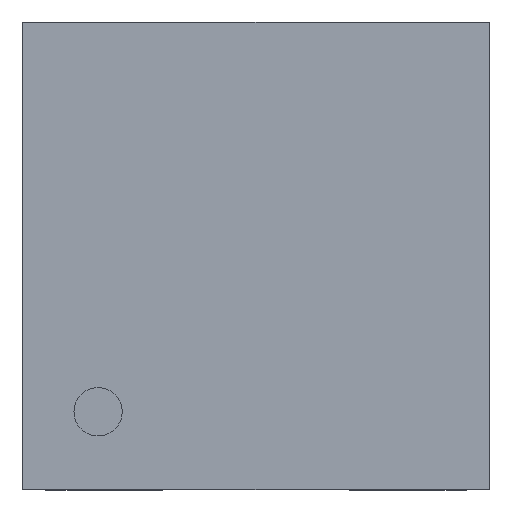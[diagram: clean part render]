
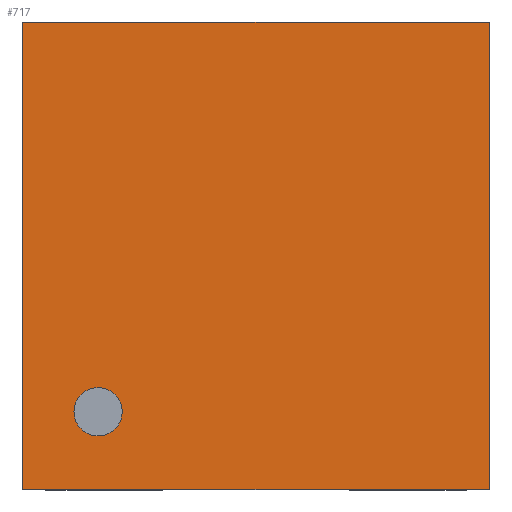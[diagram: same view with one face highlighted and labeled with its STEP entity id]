
A CAD part, top view. The second image highlights one B-rep face of the part: STEP entity #717.
In plain terms, the highlighted planar face has unit normal (0, 0, 1).
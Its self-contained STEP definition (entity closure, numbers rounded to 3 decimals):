
#25=CIRCLE('',#837,0.052);
#201=ORIENTED_EDGE('',*,*,#303,.F.);
#202=ORIENTED_EDGE('',*,*,#293,.F.);
#203=ORIENTED_EDGE('',*,*,#297,.T.);
#204=ORIENTED_EDGE('',*,*,#300,.T.);
#205=ORIENTED_EDGE('',*,*,#302,.F.);
#293=EDGE_CURVE('',#359,#360,#445,.T.);
#297=EDGE_CURVE('',#359,#362,#449,.T.);
#300=EDGE_CURVE('',#362,#364,#452,.T.);
#302=EDGE_CURVE('',#360,#364,#454,.T.);
#303=EDGE_CURVE('',#365,#365,#25,.T.);
#359=VERTEX_POINT('',#1215);
#360=VERTEX_POINT('',#1217);
#362=VERTEX_POINT('',#1223);
#364=VERTEX_POINT('',#1229);
#365=VERTEX_POINT('',#1236);
#445=LINE('',#1216,#533);
#449=LINE('',#1224,#537);
#452=LINE('',#1230,#540);
#454=LINE('',#1233,#542);
#533=VECTOR('',#1010,1000.);
#537=VECTOR('',#1016,1000.);
#540=VECTOR('',#1021,1000.);
#542=VECTOR('',#1025,1000.);
#583=EDGE_LOOP('',(#201));
#584=EDGE_LOOP('',(#202,#203,#204,#205));
#629=FACE_BOUND('',#583,.T.);
#630=FACE_BOUND('',#584,.T.);
#674=PLANE('',#836);
#717=ADVANCED_FACE('',(#629,#630),#674,.T.);
#836=AXIS2_PLACEMENT_3D('',#1234,#1026,#1027);
#837=AXIS2_PLACEMENT_3D('',#1235,#1028,#1029);
#1010=DIRECTION('',(0.,-1.,0.));
#1016=DIRECTION('',(-1.,0.,0.));
#1021=DIRECTION('',(0.,-1.,0.));
#1025=DIRECTION('',(-1.,0.,0.));
#1026=DIRECTION('',(0.,0.,1.));
#1027=DIRECTION('',(1.,0.,0.));
#1028=DIRECTION('',(0.,0.,1.));
#1029=DIRECTION('',(1.,0.,0.));
#1215=CARTESIAN_POINT('',(0.5,0.5,0.37));
#1216=CARTESIAN_POINT('',(0.5,0.,0.37));
#1217=CARTESIAN_POINT('',(0.5,-0.5,0.37));
#1223=CARTESIAN_POINT('',(-0.5,0.5,0.37));
#1224=CARTESIAN_POINT('',(0.,0.5,0.37));
#1229=CARTESIAN_POINT('',(-0.5,-0.5,0.37));
#1230=CARTESIAN_POINT('',(-0.5,0.,0.37));
#1233=CARTESIAN_POINT('',(0.,-0.5,0.37));
#1234=CARTESIAN_POINT('',(0.,0.,0.37));
#1235=CARTESIAN_POINT('',(-0.338,-0.334,0.37));
#1236=CARTESIAN_POINT('',(-0.287,-0.334,0.37));
